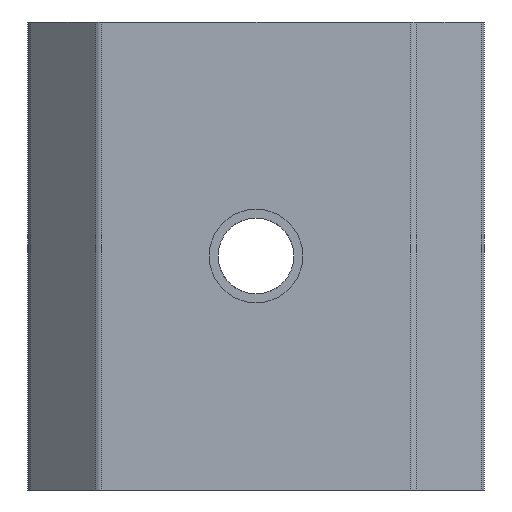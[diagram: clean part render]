
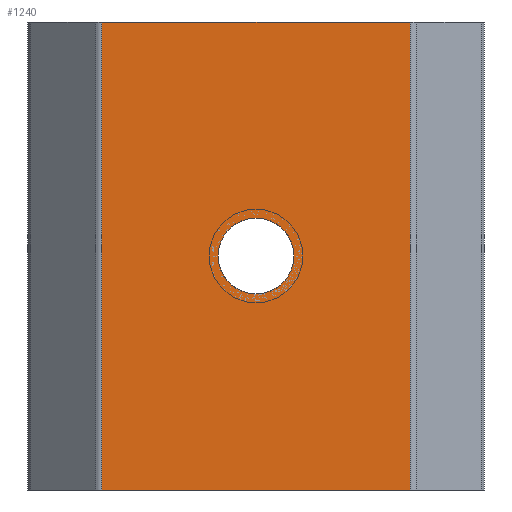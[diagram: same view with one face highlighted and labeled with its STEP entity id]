
A CAD part, front view. The second image highlights one B-rep face of the part: STEP entity #1240.
In plain terms, the highlighted planar face has unit normal (0, -1, 0).
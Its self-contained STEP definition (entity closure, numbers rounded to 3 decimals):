
#352=DIRECTION('',(1.,0.,0.));
#353=VECTOR('',#352,13.169);
#354=CARTESIAN_POINT('',(-6.584,-10.6,0.));
#355=LINE('',#354,#353);
#594=DIRECTION('',(0.,0.,1.));
#595=VECTOR('',#594,20.);
#596=CARTESIAN_POINT('',(-6.584,-10.6,0.));
#597=LINE('',#596,#595);
#601=CARTESIAN_POINT('',(0.,-10.6,10.));
#602=DIRECTION('',(0.,-1.,0.));
#603=DIRECTION('',(-1.,0.,0.));
#604=AXIS2_PLACEMENT_3D('',#601,#602,#603);
#609=CARTESIAN_POINT('',(0.,-10.6,10.));
#610=DIRECTION('',(0.,-1.,0.));
#611=DIRECTION('',(1.,0.,0.));
#612=AXIS2_PLACEMENT_3D('',#609,#610,#611);
#780=DIRECTION('',(1.,0.,0.));
#781=VECTOR('',#780,13.169);
#782=CARTESIAN_POINT('',(-6.584,-10.6,20.));
#783=LINE('',#782,#781);
#896=DIRECTION('',(0.,0.,1.));
#897=VECTOR('',#896,20.);
#898=CARTESIAN_POINT('',(6.584,-10.6,0.));
#899=LINE('',#898,#897);
#923=CARTESIAN_POINT('',(-6.584,-10.6,0.));
#924=VERTEX_POINT('',#923);
#925=CARTESIAN_POINT('',(6.584,-10.6,0.));
#926=VERTEX_POINT('',#925);
#969=CARTESIAN_POINT('',(-6.584,-10.6,20.));
#970=VERTEX_POINT('',#969);
#971=CARTESIAN_POINT('',(6.584,-10.6,20.));
#972=VERTEX_POINT('',#971);
#1009=CARTESIAN_POINT('',(-1.62,-10.6,10.));
#1010=CARTESIAN_POINT('',(1.62,-10.6,10.));
#1011=VERTEX_POINT('',#1009);
#1012=VERTEX_POINT('',#1010);
#1221=CARTESIAN_POINT('',(-6.584,-10.6,0.));
#1222=DIRECTION('',(0.,-1.,0.));
#1223=DIRECTION('',(1.,0.,0.));
#1224=AXIS2_PLACEMENT_3D('',#1221,#1222,#1223);
#1225=PLANE('',#1224);
#1226=ORIENTED_EDGE('',*,*,#1028,.F.);
#1228=ORIENTED_EDGE('',*,*,#1227,.T.);
#1230=ORIENTED_EDGE('',*,*,#1229,.T.);
#1232=ORIENTED_EDGE('',*,*,#1231,.F.);
#1233=EDGE_LOOP('',(#1226,#1228,#1230,#1232));
#1234=FACE_OUTER_BOUND('',#1233,.F.);
#1235=ORIENTED_EDGE('',*,*,#1209,.T.);
#1237=ORIENTED_EDGE('',*,*,#1236,.T.);
#1238=EDGE_LOOP('',(#1235,#1237));
#1239=FACE_BOUND('',#1238,.F.);
#605=CIRCLE('',#604,1.62);
#613=CIRCLE('',#612,1.62);
#1028=EDGE_CURVE('',#924,#926,#355,.T.);
#1209=EDGE_CURVE('',#1011,#1012,#605,.T.);
#1227=EDGE_CURVE('',#924,#970,#597,.T.);
#1229=EDGE_CURVE('',#970,#972,#783,.T.);
#1231=EDGE_CURVE('',#926,#972,#899,.T.);
#1236=EDGE_CURVE('',#1012,#1011,#613,.T.);
#1240=ADVANCED_FACE('',(#1234,#1239),#1225,.T.);
